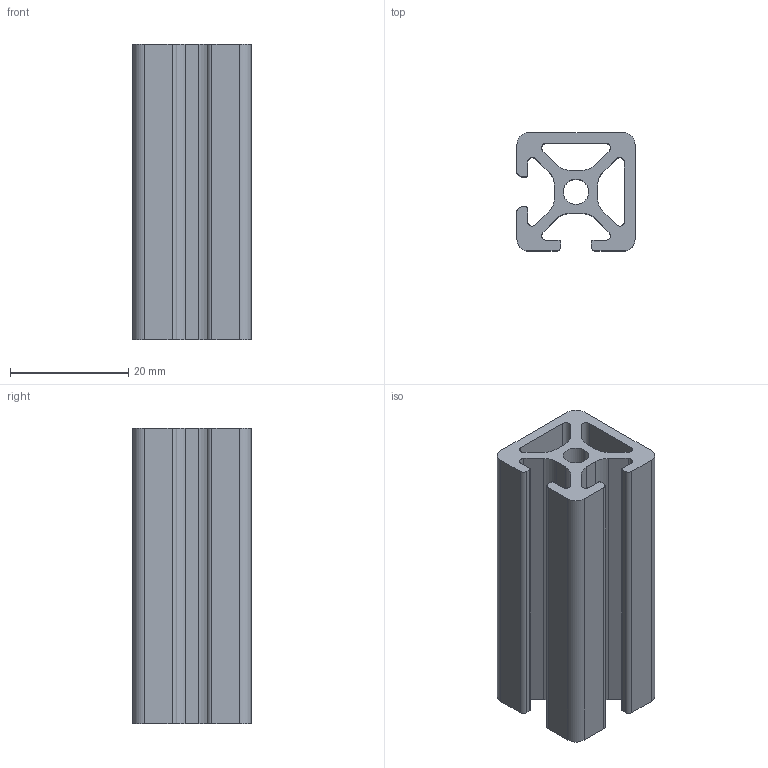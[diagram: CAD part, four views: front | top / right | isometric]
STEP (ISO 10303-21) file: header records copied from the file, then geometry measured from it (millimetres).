
FILE_DESCRIPTION (( 'STEP AP214' ), '1' );
FILE_NAME ('BASE05E0009-Profilé 5 20x20 2N90.step', '2023-03-24T09:34:12', ( 'Altae' ), ( '' ), 'SwSTEP 2.0', 'SolidWorks 2021', '' );
FILE_SCHEMA (( 'AUTOMOTIVE_DESIGN' ));
Length unit declared in the file: millimetre
Products named in the file (1): BASE05E0009-Profilé 5 20x20 2N90
Bounding box: 20 x 20 x 50 mm (x, y, z)
Volume: 10055.1 mm3; surface area: 9614.2 mm2
Topology: 1 solids, 1 shells, 62 faces, 180 edges, 120 vertices
Faces by surface type: cylinder 32, plane 30
Entity records: 2114 total; most frequent: DIRECTION 370, CARTESIAN_POINT 363, ORIENTED_EDGE 360, EDGE_CURVE 180, AXIS2_PLACEMENT_3D 127, VERTEX_POINT 120, LINE 116, VECTOR 116
